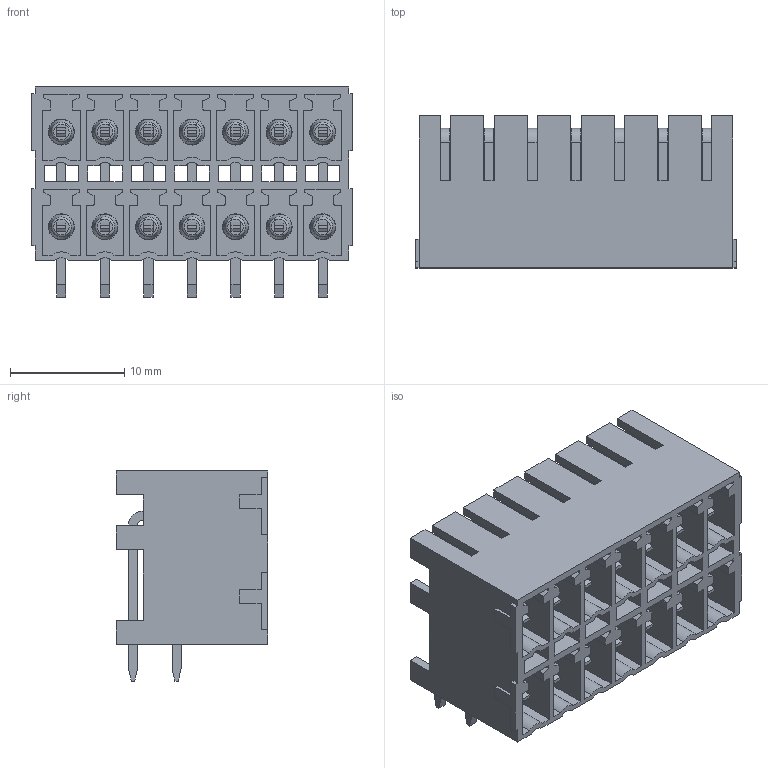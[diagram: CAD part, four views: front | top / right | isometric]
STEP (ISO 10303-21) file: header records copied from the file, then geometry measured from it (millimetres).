
FILE_DESCRIPTION(('CATIA V5 STEP Exchange','CAx-IF Rec.Pracs.--- Model Styling and Organization---1.2---2011-12-15'),'2;1');
FILE_NAME ('D1447463_0_1039010000_1039010000.stp','2018-10-05T03:02:44+00:00',('none'),('Weidmueller'),'CATIA Version 5-6 Release 2014','CATIA V5 STEP AP214','none');
FILE_SCHEMA(('AUTOMOTIVE_DESIGN { 1 0 10303 214 1 1 1 1 }'));
Length unit declared in the file: millimetre
Products named in the file (1): 1039010000
Bounding box: 28.06 x 13.3 x 18.4 mm (x, y, z)
Volume: 2082.6 mm3; surface area: 6423.1 mm2
Topology: 15 solids, 15 shells, 991 faces, 2764 edges, 1824 vertices
Faces by surface type: plane 802, cylinder 105, torus 56, cone 28
Entity records: 28049 total; most frequent: ORIENTED_EDGE 5528, CARTESIAN_POINT 5062, DIRECTION 3465, EDGE_CURVE 2764, VECTOR 2386, LINE 2386, VERTEX_POINT 1824, EDGE_LOOP 1054
